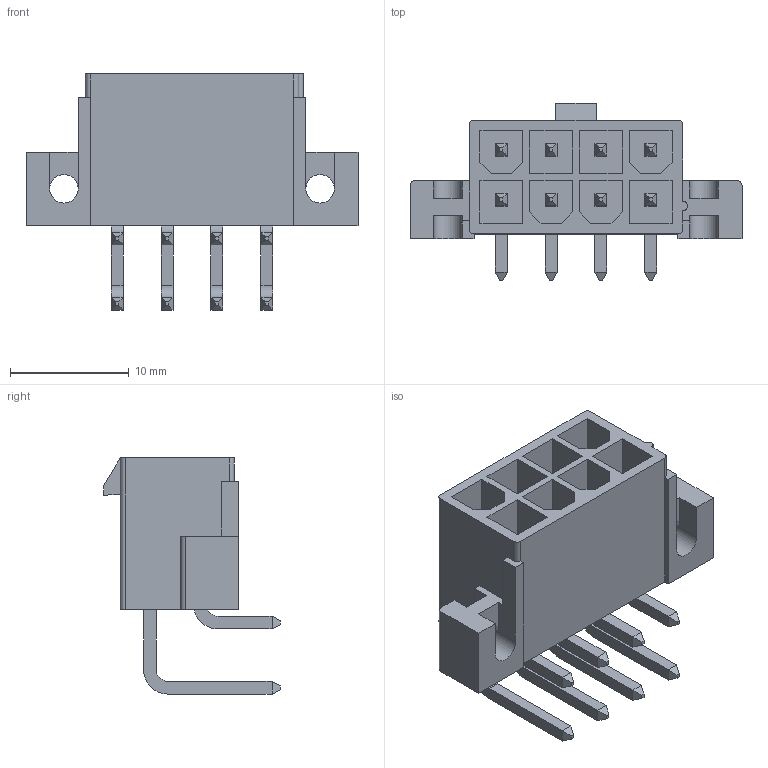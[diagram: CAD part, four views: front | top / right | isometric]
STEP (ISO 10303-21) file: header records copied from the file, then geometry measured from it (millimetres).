
FILE_DESCRIPTION((''),'2;1');
FILE_NAME('039291088','2019-12-25T',('gga'),(''),'PRO/ENGINEER BY PARAMETRIC TECHNOLOGY CORPORATION, 2016010','PRO/ENGINEER BY PARAMETRIC TECHNOLOGY CORPORATION, 2016010','');
FILE_SCHEMA(('CONFIG_CONTROL_DESIGN'));
Length unit declared in the file: millimetre
Products named in the file (1): 039291088
Bounding box: 28 x 14.9 x 19.93 mm (x, y, z)
Volume: 1687.8 mm3; surface area: 2921.3 mm2
Topology: 1 solids, 1 shells, 265 faces, 675 edges, 434 vertices
Faces by surface type: plane 238, cylinder 27
Entity records: 7828 total; most frequent: CARTESIAN_POINT 1351, ORIENTED_EDGE 1306, DIRECTION 1281, EDGE_CURVE 653, VECTOR 601, LINE 601, VERTEX_POINT 410, AXIS2_PLACEMENT_3D 340
